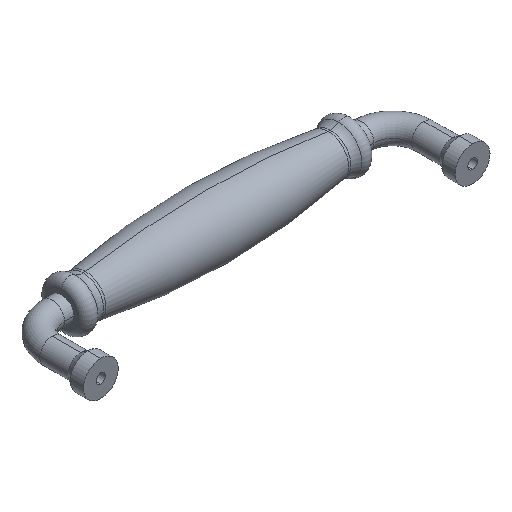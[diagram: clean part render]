
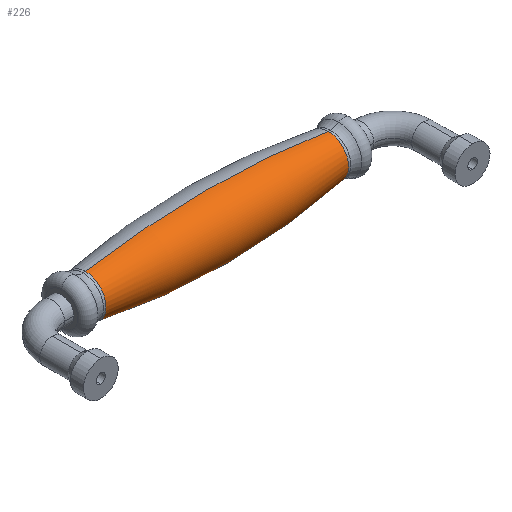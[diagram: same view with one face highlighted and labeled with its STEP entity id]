
A CAD part, isometric view. The second image highlights one B-rep face of the part: STEP entity #226.
In plain terms, the highlighted toroidal (fillet/blend) face has major radius 245.269 mm and minor radius 255.769 mm.
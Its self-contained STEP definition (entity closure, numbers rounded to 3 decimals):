
#8 = ORIENTED_EDGE ( 'NONE', *, *, #1183, .F. ) ;
#62 = AXIS2_PLACEMENT_3D ( 'NONE', #992, #560, #462 ) ;
#73 = DIRECTION ( 'NONE',  ( 0., 0., 1. ) ) ;
#81 = CARTESIAN_POINT ( 'NONE',  ( 0., 27.5, -245.269 ) ) ;
#84 = EDGE_CURVE ( 'NONE', #1317, #605, #371, .T. ) ;
#150 = CIRCLE ( 'NONE', #1049, 255.769 ) ;
#160 = CARTESIAN_POINT ( 'NONE',  ( -41.777, 27.5, -7.065 ) ) ;
#162 = CARTESIAN_POINT ( 'NONE',  ( -41.777, 27.5, 7.065 ) ) ;
#226 = ADVANCED_FACE ( 'NONE', ( #235 ), #923, .T. ) ;
#235 = FACE_OUTER_BOUND ( 'NONE', #358, .T. ) ;
#265 = CIRCLE ( 'NONE', #840, 7.065 ) ;
#293 = AXIS2_PLACEMENT_3D ( 'NONE', #1002, #755, #1295 ) ;
#310 = CIRCLE ( 'NONE', #293, 7.065 ) ;
#358 = EDGE_LOOP ( 'NONE', ( #516, #1030, #906, #8 ) ) ;
#371 = CIRCLE ( 'NONE', #549, 255.769 ) ;
#396 = DIRECTION ( 'NONE',  ( 0., 0., 1. ) ) ;
#462 = DIRECTION ( 'NONE',  ( 0., 0., 1. ) ) ;
#516 = ORIENTED_EDGE ( 'NONE', *, *, #84, .F. ) ;
#522 = CARTESIAN_POINT ( 'NONE',  ( 41.777, 27.5, 7.065 ) ) ;
#549 = AXIS2_PLACEMENT_3D ( 'NONE', #1348, #945, #396 ) ;
#560 = DIRECTION ( 'NONE',  ( -1., 0., 0. ) ) ;
#563 = VERTEX_POINT ( 'NONE', #162 ) ;
#605 = VERTEX_POINT ( 'NONE', #160 ) ;
#755 = DIRECTION ( 'NONE',  ( -1., 0., 0. ) ) ;
#836 = CARTESIAN_POINT ( 'NONE',  ( -41.777, 27.5, 0. ) ) ;
#839 = CARTESIAN_POINT ( 'NONE',  ( 41.777, 27.5, -7.065 ) ) ;
#840 = AXIS2_PLACEMENT_3D ( 'NONE', #836, #1343, #73 ) ;
#906 = ORIENTED_EDGE ( 'NONE', *, *, #1245, .T. ) ;
#916 = EDGE_CURVE ( 'NONE', #1317, #1265, #310, .T. ) ;
#923 = TOROIDAL_SURFACE ( 'NONE', #62, -245.269, 255.769 ) ;
#945 = DIRECTION ( 'NONE',  ( 0., 1., 0. ) ) ;
#992 = CARTESIAN_POINT ( 'NONE',  ( 0., 27.5, 0. ) ) ;
#1002 = CARTESIAN_POINT ( 'NONE',  ( 41.777, 27.5, 0. ) ) ;
#1030 = ORIENTED_EDGE ( 'NONE', *, *, #916, .T. ) ;
#1049 = AXIS2_PLACEMENT_3D ( 'NONE', #81, #1155, #1134 ) ;
#1134 = DIRECTION ( 'NONE',  ( 0., 0., -1. ) ) ;
#1155 = DIRECTION ( 'NONE',  ( 0., -1., 0. ) ) ;
#1183 = EDGE_CURVE ( 'NONE', #605, #563, #265, .T. ) ;
#1245 = EDGE_CURVE ( 'NONE', #1265, #563, #150, .T. ) ;
#1265 = VERTEX_POINT ( 'NONE', #522 ) ;
#1295 = DIRECTION ( 'NONE',  ( 0., 0., 1. ) ) ;
#1317 = VERTEX_POINT ( 'NONE', #839 ) ;
#1343 = DIRECTION ( 'NONE',  ( -1., 0., 0. ) ) ;
#1348 = CARTESIAN_POINT ( 'NONE',  ( 0., 27.5, 245.269 ) ) ;
